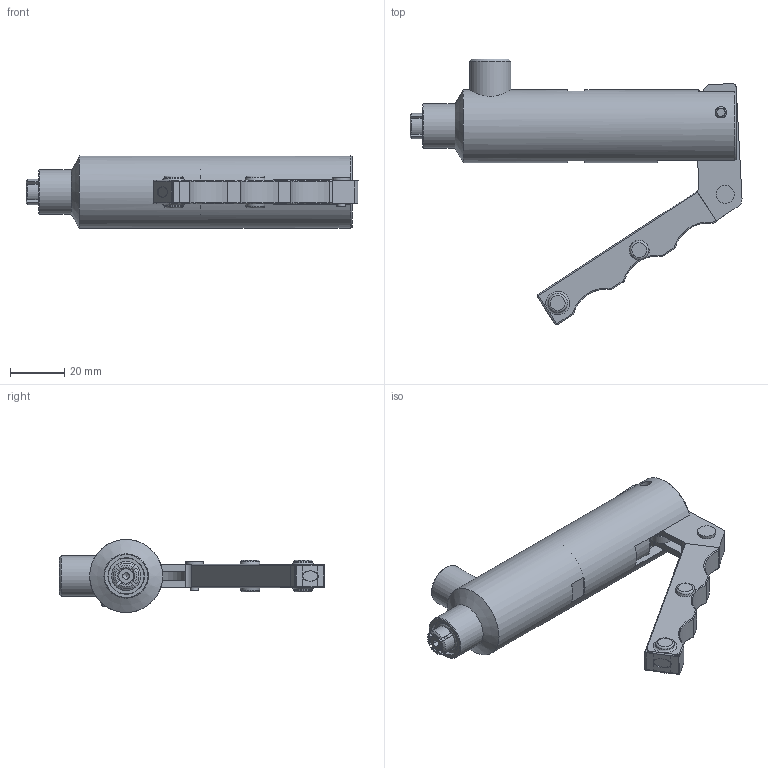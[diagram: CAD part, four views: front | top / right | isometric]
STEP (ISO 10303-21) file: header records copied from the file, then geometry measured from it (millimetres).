
FILE_DESCRIPTION(/* description */ (''),/* implementation_level */ '2;1');
FILE_NAME(/* name */ 'FNLR-034021.stp',/* time_stamp */ '2017-10-05T08:32:55-05:00',/* author */ ('jakec'),/* organization */ ('FasTest,Inc.'),/* preprocessor_version */ 'ST-DEVELOPER v16.1',/* originating_system */ 'Autodesk Inventor 2016',/* authorisation */ '');
FILE_SCHEMA (('AUTOMOTIVE_DESIGN { 1 0 10303 214 3 1 1 }'));
Length unit declared in the file: inch
Products named in the file (1): FNLR-034021
Bounding box: 122.49 x 98.11 x 26.92 mm (x, y, z)
Volume: 69885.3 mm3; surface area: 21079.4 mm2
Topology: 3 solids, 4 shells, 279 faces, 690 edges, 429 vertices
Faces by surface type: plane 117, cylinder 93, cone 37, torus 21, bspline 11
Full cylindrical faces by diameter (mm): 2.381 x1, 2.896 x1, 3.134 x1, 3.175 x2, 3.2 x1, 3.302 x1, 4.064 x1, 4.166 x1, 4.648 x1, 4.762 x1, 4.775 x2, 4.978 x1, 5.486 x1, 6.401 x2, 6.604 x1, 7.938 x2, 7.95 x1, 8.331 x1, 10.795 x2, 14.605 x1, 15.189 x1, 15.748 x1, 16.383 x1, 22.352 x1, 24.943 x1, 25.197 x1, 26.924 x1
Entity records: 8954 total; most frequent: CARTESIAN_POINT 2516, DIRECTION 1251, ORIENTED_EDGE 1180, EDGE_CURVE 589, AXIS2_PLACEMENT_3D 500, VERTEX_POINT 403, EDGE_LOOP 390, STYLED_ITEM 282
